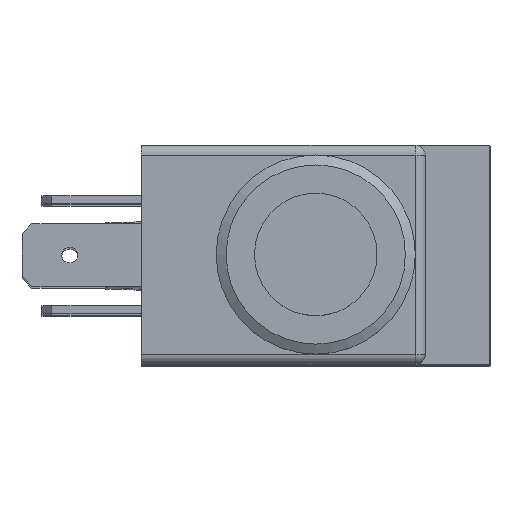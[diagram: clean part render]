
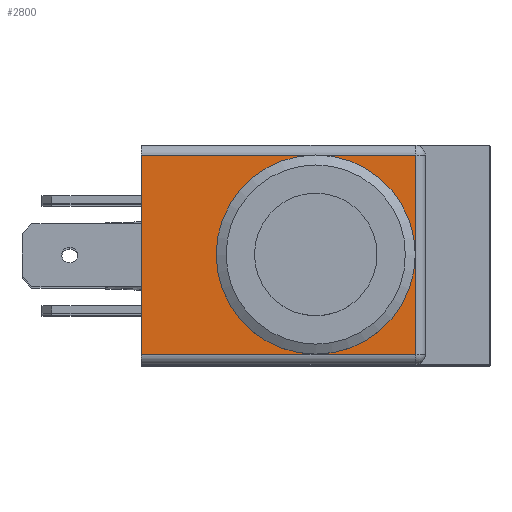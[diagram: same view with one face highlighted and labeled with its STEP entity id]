
A CAD part, top view. The second image highlights one B-rep face of the part: STEP entity #2800.
In plain terms, the highlighted planar face has unit normal (0, 0, 1).
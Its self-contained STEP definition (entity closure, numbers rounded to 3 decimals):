
#2563=CARTESIAN_POINT('',(-10.,10.0,30.));
#2564=VERTEX_POINT('',#2563);
#2598=CARTESIAN_POINT('',(10.,10.0,30.));
#2599=VERTEX_POINT('',#2598);
#2631=CARTESIAN_POINT('',(10.0,-17.5,30.));
#2632=VERTEX_POINT('',#2631);
#2649=CARTESIAN_POINT('',(10.,10.0,30.));
#2650=DIRECTION('',(0.0,-1.0,0.0));
#2651=VECTOR('',#2650,27.5);
#2652=LINE('',#2649,#2651);
#2653=EDGE_CURVE('',#2599,#2632,#2652,.T.);
#2693=CARTESIAN_POINT('',(-10.,10.0,30.));
#2694=DIRECTION('',(1.0,0.0,0.0));
#2695=VECTOR('',#2694,20.0);
#2696=LINE('',#2693,#2695);
#2697=EDGE_CURVE('',#2564,#2599,#2696,.T.);
#2731=CARTESIAN_POINT('',(-10.,-17.5,30.0));
#2732=VERTEX_POINT('',#2731);
#2740=CARTESIAN_POINT('',(-10.,-17.5,30.));
#2741=DIRECTION('',(0.0,1.0,0.0));
#2742=VECTOR('',#2741,27.5);
#2743=LINE('',#2740,#2742);
#2744=EDGE_CURVE('',#2732,#2564,#2743,.T.);
#2773=CARTESIAN_POINT('',(0.,-1.6,30.));
#2774=DIRECTION('',(0.0,0.0,1.0));
#2775=DIRECTION('',(1.0,0.0,0.0));
#2776=AXIS2_PLACEMENT_3D('',#2773,#2774,#2775);
#2777=PLANE('',#2776);
#2778=ORIENTED_EDGE('',*,*,#2653,.F.);
#2779=ORIENTED_EDGE('',*,*,#2697,.F.);
#2780=ORIENTED_EDGE('',*,*,#2744,.F.);
#2781=CARTESIAN_POINT('',(-10.,-17.5,30.0));
#2782=DIRECTION('',(1.0,0.0,0.0));
#2783=VECTOR('',#2782,20.);
#2784=LINE('',#2781,#2783);
#2785=EDGE_CURVE('',#2732,#2632,#2784,.T.);
#2786=ORIENTED_EDGE('',*,*,#2785,.T.);
#2787=EDGE_LOOP('',(#2778,#2779,#2780,#2786));
#2788=FACE_OUTER_BOUND('',#2787,.T.);
#2789=CARTESIAN_POINT('',(8.35,0.0,30.));
#2790=VERTEX_POINT('',#2789);
#2791=CARTESIAN_POINT('',(0.0,0.0,30.));
#2792=DIRECTION('',(0.0,0.0,-1.0));
#2793=DIRECTION('',(1.0,0.0,0.0));
#2794=AXIS2_PLACEMENT_3D('',#2791,#2792,#2793);
#2795=CIRCLE('',#2794,8.35);
#2796=EDGE_CURVE('',#2790,#2790,#2795,.T.);
#2797=ORIENTED_EDGE('',*,*,#2796,.T.);
#2798=EDGE_LOOP('',(#2797));
#2799=FACE_BOUND('',#2798,.T.);
#2800=ADVANCED_FACE('',(#2788,#2799),#2777,.T.);
